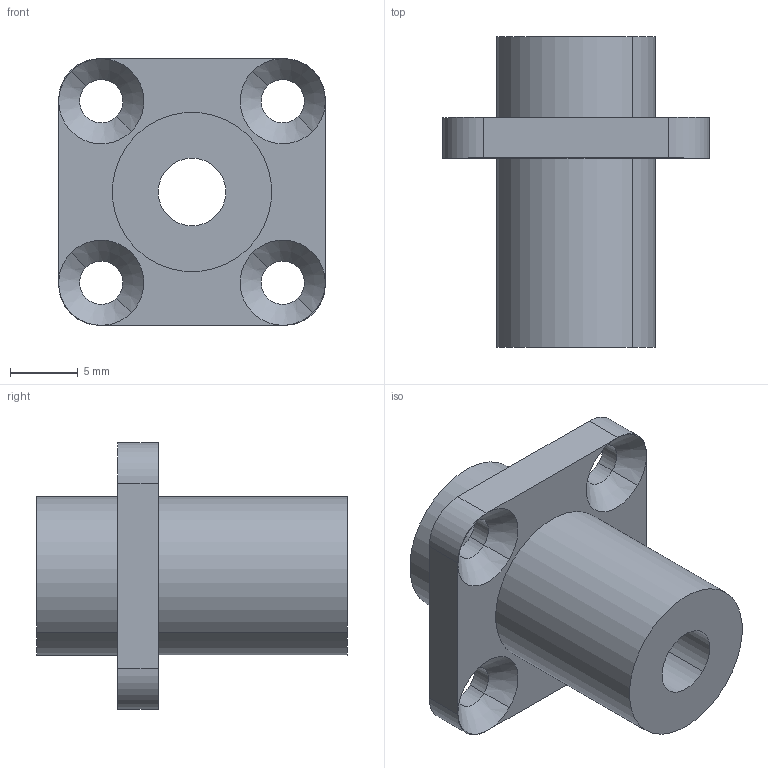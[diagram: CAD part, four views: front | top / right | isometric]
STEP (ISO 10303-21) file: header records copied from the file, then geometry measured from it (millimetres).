
FILE_DESCRIPTION (( 'STEP AP214' ), '1' );
FILE_NAME ('ALTI2-USI-006-A-SUPPORT-RESSORT.STEP', '2021-12-22T15:51:49', ( '' ), ( '' ), 'SwSTEP 2.0', 'SolidWorks 2021', '' );
FILE_SCHEMA (( 'AUTOMOTIVE_DESIGN' ));
Length unit declared in the file: millimetre
Products named in the file (1): ALTI2-USI-006-A-SUPPORT-RESSORT
Bounding box: 19.73 x 23 x 19.73 mm (x, y, z)
Volume: 2720.4 mm3; surface area: 2080.6 mm2
Topology: 1 solids, 1 shells, 39 faces, 101 edges, 62 vertices
Faces by surface type: cylinder 19, plane 12, cone 8
Entity records: 1277 total; most frequent: DIRECTION 235, CARTESIAN_POINT 203, ORIENTED_EDGE 202, EDGE_CURVE 101, AXIS2_PLACEMENT_3D 94, VERTEX_POINT 62, CIRCLE 54, EDGE_LOOP 47
